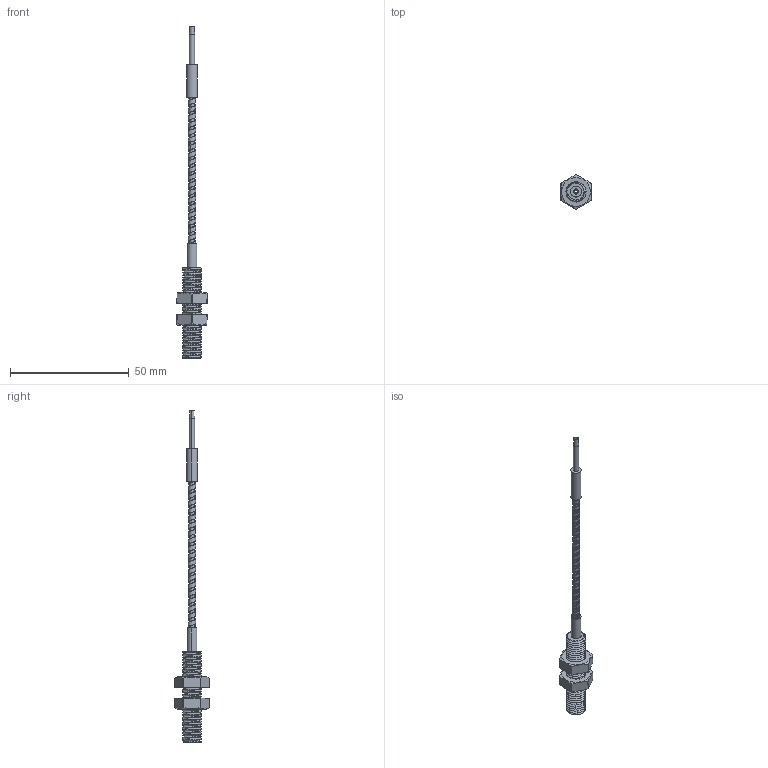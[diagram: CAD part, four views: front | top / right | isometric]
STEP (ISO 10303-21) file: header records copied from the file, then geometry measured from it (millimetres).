
FILE_DESCRIPTION((''),'2;1');
FILE_NAME('195902_ASM','2016-07-20T',('PDMAdmin'),(''),'PRO/ENGINEER BY PARAMETRIC TECHNOLOGY CORPORATION, 2016010','PRO/ENGINEER BY PARAMETRIC TECHNOLOGY CORPORATION, 2016010','');
FILE_SCHEMA(('CONFIG_CONTROL_DESIGN'));
Length unit declared in the file: inch
Products named in the file (7): SS_TUBING_STW_-120; B159450; COLLAR_-39_X_-17; 5-16_X_24_FERRULE_SS_1-5_AF0; 5-16-24_JAM_NUT_SS; 801408_ASM; 195902_ASM
Assembly tree (7 placements, depth 3):
  195902_ASM
    801408_ASM
      SS_TUBING_STW_-120
      B159450
      COLLAR_-39_X_-17
      5-16_X_24_FERRULE_SS_1-5_AF0
      5-16-24_JAM_NUT_SS  x2
Bounding box: 12.79 x 14.47 x 139.9 mm (x, y, z)
Volume: 2716.4 mm3; surface area: 5807.9 mm2
Topology: 6 solids, 6 shells, 278 faces, 679 edges, 415 vertices
Faces by surface type: cylinder 104, bspline 92, cone 54, plane 28
Entity records: 30621 total; most frequent: CARTESIAN_POINT 25599, ORIENTED_EDGE 1168, DIRECTION 724, EDGE_CURVE 584, VERTEX_POINT 357, B_SPLINE_CURVE_WITH_KNOTS 278, AXIS2_PLACEMENT_3D 251, EDGE_LOOP 249
